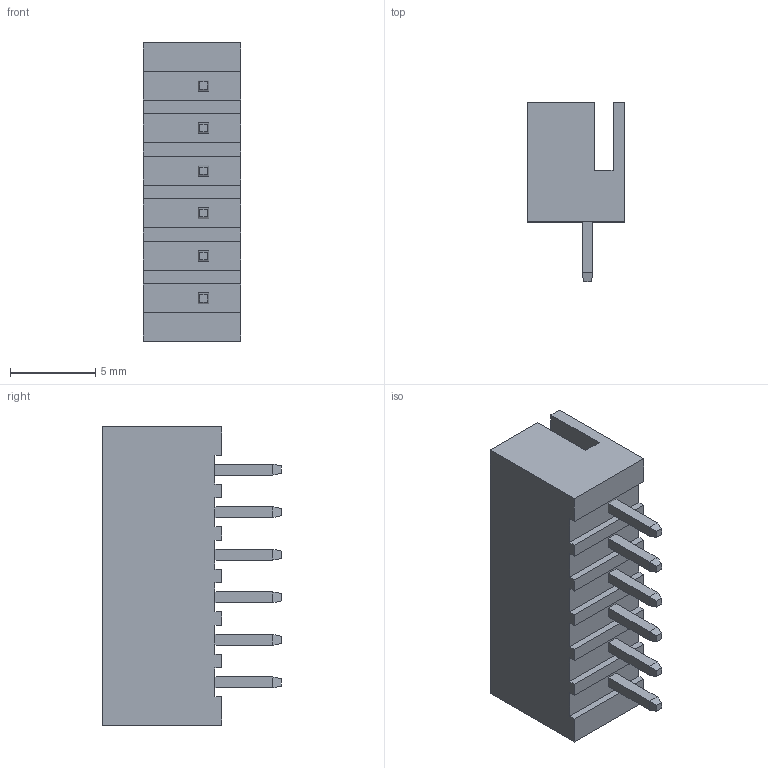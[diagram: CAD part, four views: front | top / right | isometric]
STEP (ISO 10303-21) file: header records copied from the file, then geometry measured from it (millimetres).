
FILE_DESCRIPTION (( 'STEP AP214' ), '1' );
FILE_NAME ('User Library-CWF-6.STEP', '2015-12-15T12:30:46', ( 'Windows User' ), ( '' ), 'SwSTEP 2.0', 'SolidWorks 2016', '' );
FILE_SCHEMA (( 'AUTOMOTIVE_DESIGN' ));
Length unit declared in the file: millimetre
Products named in the file (1): User Library-CWF-6
Bounding box: 5.75 x 10.5 x 17.5 mm (x, y, z)
Volume: 334.9 mm3; surface area: 854.6 mm2
Topology: 2 solids, 2 shells, 161 faces, 391 edges, 244 vertices
Faces by surface type: plane 159, cylinder 2
Entity records: 6363 total; most frequent: CARTESIAN_POINT 797, ORIENTED_EDGE 782, DIRECTION 719, EDGE_CURVE 391, VECTOR 387, LINE 387, VERTEX_POINT 244, EDGE_LOOP 171
